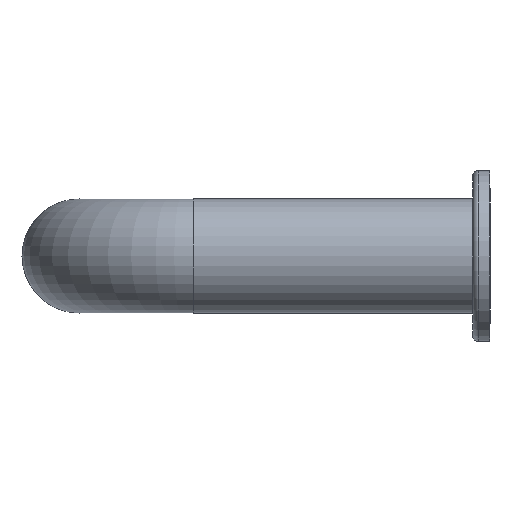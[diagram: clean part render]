
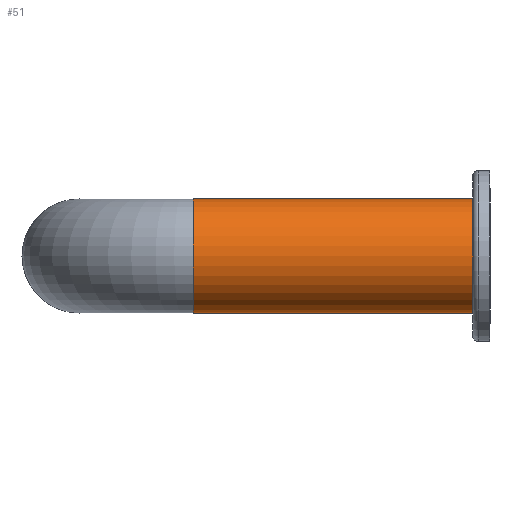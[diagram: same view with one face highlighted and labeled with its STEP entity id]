
A CAD part, left-side view. The second image highlights one B-rep face of the part: STEP entity #51.
In plain terms, the highlighted cylindrical face has radius 5 mm (diameter 10 mm), a full revolution.
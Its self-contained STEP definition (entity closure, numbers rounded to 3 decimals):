
#51 = ADVANCED_FACE( '', ( #120, #121 ), #122, .T. );
#120 = FACE_OUTER_BOUND( '', #227, .T. );
#121 = FACE_OUTER_BOUND( '', #228, .T. );
#122 = CYLINDRICAL_SURFACE( '', #229, 5. );
#227 = EDGE_LOOP( '', ( #330 ) );
#228 = EDGE_LOOP( '', ( #331 ) );
#229 = AXIS2_PLACEMENT_3D( '', #332, #333, #334 );
#330 = ORIENTED_EDGE( '', *, *, #477, .F. );
#331 = ORIENTED_EDGE( '', *, *, #478, .T. );
#332 = CARTESIAN_POINT( '', ( 5., 0., 0. ) );
#333 = DIRECTION( '', ( 0., 1., 0. ) );
#334 = DIRECTION( '', ( 0., 0., -1. ) );
#477 = EDGE_CURVE( '', #530, #530, #531, .T. );
#478 = EDGE_CURVE( '', #532, #532, #533, .T. );
#530 = VERTEX_POINT( '', #603 );
#531 = CIRCLE( '', #604, 5. );
#532 = VERTEX_POINT( '', #605 );
#533 = CIRCLE( '', #606, 5. );
#603 = CARTESIAN_POINT( '', ( 5., 1.5, -5. ) );
#604 = AXIS2_PLACEMENT_3D( '', #676, #677, #678 );
#605 = CARTESIAN_POINT( '', ( 5., 26., -5. ) );
#606 = AXIS2_PLACEMENT_3D( '', #679, #680, #681 );
#676 = CARTESIAN_POINT( '', ( 5., 1.5, 0. ) );
#677 = DIRECTION( '', ( 0., -1., 0. ) );
#678 = DIRECTION( '', ( 0., 0., -1. ) );
#679 = CARTESIAN_POINT( '', ( 5., 26., 0. ) );
#680 = DIRECTION( '', ( 0., -1., 0. ) );
#681 = DIRECTION( '', ( 0., 0., -1. ) );
